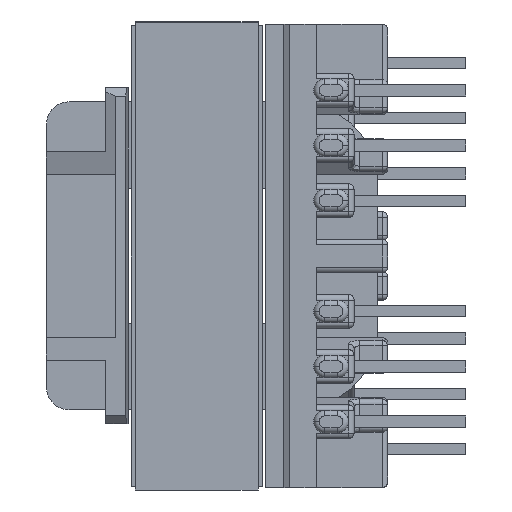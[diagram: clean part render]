
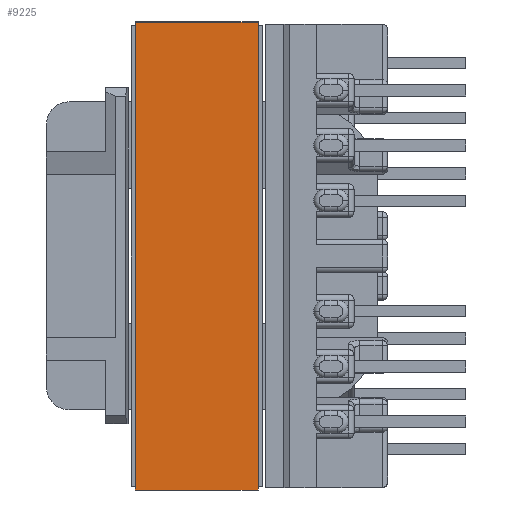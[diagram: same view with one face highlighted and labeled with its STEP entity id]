
A CAD part, left-side view. The second image highlights one B-rep face of the part: STEP entity #9225.
In plain terms, the highlighted planar face has unit normal (-1, 0, 0).
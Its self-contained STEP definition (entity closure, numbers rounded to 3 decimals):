
#814 = CARTESIAN_POINT ( 'NONE',  ( -0.16, 0.16, -5.54 ) ) ;
#1524 = ORIENTED_EDGE ( 'NONE', *, *, #15355, .T. ) ;
#2594 = ORIENTED_EDGE ( 'NONE', *, *, #19832, .F. ) ;
#3106 = DIRECTION ( 'NONE',  ( 0., -1., 0. ) ) ;
#3347 = LINE ( 'NONE', #21828, #3957 ) ;
#3957 = VECTOR ( 'NONE', #23750, 1000. ) ;
#4577 = ORIENTED_EDGE ( 'NONE', *, *, #6412, .F. ) ;
#4612 = VECTOR ( 'NONE', #23402, 1000. ) ;
#6412 = EDGE_CURVE ( 'NONE', #9024, #9050, #22513, .T. ) ;
#7189 = ORIENTED_EDGE ( 'NONE', *, *, #16375, .T. ) ;
#7331 = DIRECTION ( 'NONE',  ( 0., -1., 0. ) ) ;
#8034 = EDGE_LOOP ( 'NONE', ( #2594, #4577, #7189, #1524 ) ) ;
#8037 = DIRECTION ( 'NONE',  ( 0., 0., 1. ) ) ;
#8156 = LINE ( 'NONE', #16421, #14455 ) ;
#9024 = VERTEX_POINT ( 'NONE', #814 ) ;
#9050 = VERTEX_POINT ( 'NONE', #16215 ) ;
#9225 = ADVANCED_FACE ( 'NONE', ( #11707 ), #15041, .T. ) ;
#10104 = AXIS2_PLACEMENT_3D ( 'NONE', #22482, #11110, #7331 ) ;
#11110 = DIRECTION ( 'NONE',  ( -1., 0., 0. ) ) ;
#11543 = LINE ( 'NONE', #17525, #4612 ) ;
#11707 = FACE_OUTER_BOUND ( 'NONE', #8034, .T. ) ;
#13707 = VERTEX_POINT ( 'NONE', #15478 ) ;
#14455 = VECTOR ( 'NONE', #3106, 1000. ) ;
#15041 = PLANE ( 'NONE',  #10104 ) ;
#15355 = EDGE_CURVE ( 'NONE', #13707, #18259, #11543, .T. ) ;
#15478 = CARTESIAN_POINT ( 'NONE',  ( -0.16, -20.96, -5.54 ) ) ;
#16215 = CARTESIAN_POINT ( 'NONE',  ( -0.16, 0.16, 0. ) ) ;
#16375 = EDGE_CURVE ( 'NONE', #9024, #13707, #3347, .T. ) ;
#16421 = CARTESIAN_POINT ( 'NONE',  ( -0.16, -20.96, 0. ) ) ;
#17475 = VECTOR ( 'NONE', #8037, 1000. ) ;
#17525 = CARTESIAN_POINT ( 'NONE',  ( -0.16, -20.96, -5.54 ) ) ;
#18259 = VERTEX_POINT ( 'NONE', #18760 ) ;
#18760 = CARTESIAN_POINT ( 'NONE',  ( -0.16, -20.96, 0. ) ) ;
#19432 = CARTESIAN_POINT ( 'NONE',  ( -0.16, 0.16, -5.54 ) ) ;
#19832 = EDGE_CURVE ( 'NONE', #9050, #18259, #8156, .T. ) ;
#21828 = CARTESIAN_POINT ( 'NONE',  ( -0.16, -20.96, -5.54 ) ) ;
#22482 = CARTESIAN_POINT ( 'NONE',  ( -0.16, -20.96, -5.54 ) ) ;
#22513 = LINE ( 'NONE', #19432, #17475 ) ;
#23402 = DIRECTION ( 'NONE',  ( 0., 0., 1. ) ) ;
#23750 = DIRECTION ( 'NONE',  ( 0., -1., 0. ) ) ;
